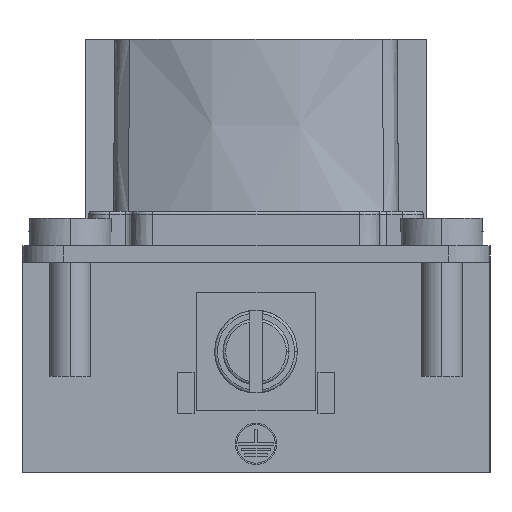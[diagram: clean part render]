
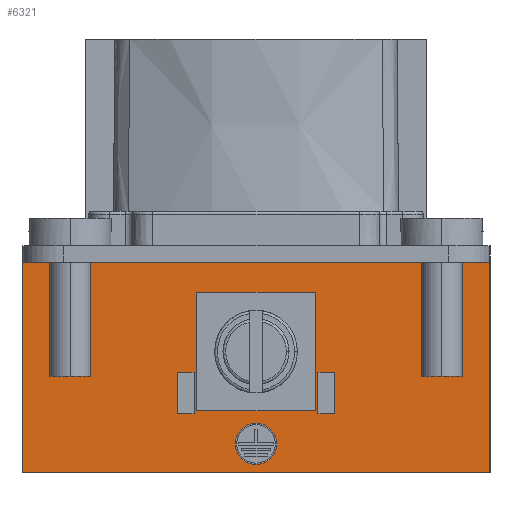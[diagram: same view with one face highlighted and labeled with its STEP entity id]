
A CAD part, left-side view. The second image highlights one B-rep face of the part: STEP entity #6321.
In plain terms, the highlighted planar face has unit normal (-1, 0, 0).
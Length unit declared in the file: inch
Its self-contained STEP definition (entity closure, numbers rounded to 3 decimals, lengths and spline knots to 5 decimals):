
#55 = VECTOR ( 'NONE', #2689, 39.37008 ) ;
#91 = FACE_BOUND ( 'NONE', #367, .T. ) ;
#97 = VECTOR ( 'NONE', #5704, 39.37008 ) ;
#245 = VECTOR ( 'NONE', #3380, 39.37008 ) ;
#358 = VERTEX_POINT ( 'NONE', #2587 ) ;
#367 = EDGE_LOOP ( 'NONE', ( #6141, #3731, #4412, #5056 ) ) ;
#396 = VECTOR ( 'NONE', #7862, 39.37008 ) ;
#575 = CARTESIAN_POINT ( 'NONE',  ( -1.77165, -0.22441, -0.95276 ) ) ;
#598 = CARTESIAN_POINT ( 'NONE',  ( -1.77165, -0.66929, -1.06299 ) ) ;
#797 = CARTESIAN_POINT ( 'NONE',  ( -1.77165, -0.66929, -0.6378 ) ) ;
#861 = ORIENTED_EDGE ( 'NONE', *, *, #2964, .F. ) ;
#868 = EDGE_CURVE ( 'NONE', #358, #6807, #5154, .T. ) ;
#882 = EDGE_CURVE ( 'NONE', #10870, #1214, #7030, .T. ) ;
#919 = ORIENTED_EDGE ( 'NONE', *, *, #5713, .T. ) ;
#963 = EDGE_CURVE ( 'NONE', #3566, #10703, #8558, .T. ) ;
#1029 = CARTESIAN_POINT ( 'NONE',  ( -1.77165, 0.16929, -0.6378 ) ) ;
#1052 = ORIENTED_EDGE ( 'NONE', *, *, #10490, .T. ) ;
#1148 = DIRECTION ( 'NONE',  ( 0., -1., 0. ) ) ;
#1202 = EDGE_CURVE ( 'NONE', #6442, #8920, #5018, .T. ) ;
#1214 = VERTEX_POINT ( 'NONE', #6131 ) ;
#1279 = VECTOR ( 'NONE', #2346, 39.37008 ) ;
#1293 = VECTOR ( 'NONE', #9387, 39.37008 ) ;
#1367 = EDGE_CURVE ( 'NONE', #10703, #358, #3142, .T. ) ;
#1630 = FACE_OUTER_BOUND ( 'NONE', #2155, .T. ) ;
#1742 = DIRECTION ( 'NONE',  ( -1., 0., 0. ) ) ;
#1761 = VERTEX_POINT ( 'NONE', #2869 ) ;
#1771 = CARTESIAN_POINT ( 'NONE',  ( -1.77165, -0.66929, -0.6378 ) ) ;
#1938 = VERTEX_POINT ( 'NONE', #10156 ) ;
#1957 = CARTESIAN_POINT ( 'NONE',  ( -1.77165, -0.66929, -0.59055 ) ) ;
#1983 = LINE ( 'NONE', #4512, #396 ) ;
#2049 = EDGE_CURVE ( 'NONE', #8592, #1938, #4624, .T. ) ;
#2075 = ORIENTED_EDGE ( 'NONE', *, *, #7248, .T. ) ;
#2155 = EDGE_LOOP ( 'NONE', ( #2813, #861, #5591, #6184 ) ) ;
#2280 = AXIS2_PLACEMENT_3D ( 'NONE', #797, #1742, #4161 ) ;
#2332 = EDGE_CURVE ( 'NONE', #7857, #1761, #10849, .T. ) ;
#2346 = DIRECTION ( 'NONE',  ( 0., -1., 0. ) ) ;
#2587 = CARTESIAN_POINT ( 'NONE',  ( -1.77165, -0.16929, -0.72441 ) ) ;
#2633 = EDGE_LOOP ( 'NONE', ( #919, #4932, #7728, #3909 ) ) ;
#2665 = VECTOR ( 'NONE', #4376, 39.37008 ) ;
#2689 = DIRECTION ( 'NONE',  ( 0., 0., -1. ) ) ;
#2712 = VERTEX_POINT ( 'NONE', #7556 ) ;
#2813 = ORIENTED_EDGE ( 'NONE', *, *, #8774, .T. ) ;
#2869 = CARTESIAN_POINT ( 'NONE',  ( -1.77165, -0.66929, -1.24016 ) ) ;
#2964 = EDGE_CURVE ( 'NONE', #7857, #3749, #3957, .T. ) ;
#3142 = LINE ( 'NONE', #5717, #5924 ) ;
#3172 = LINE ( 'NONE', #7456, #5382 ) ;
#3280 = FACE_BOUND ( 'NONE', #7443, .T. ) ;
#3340 = CARTESIAN_POINT ( 'NONE',  ( -1.77165, -0.17717, -0.95276 ) ) ;
#3356 = LINE ( 'NONE', #6933, #9756 ) ;
#3380 = DIRECTION ( 'NONE',  ( 0., -1., 0. ) ) ;
#3566 = VERTEX_POINT ( 'NONE', #5308 ) ;
#3596 = CARTESIAN_POINT ( 'NONE',  ( -1.77165, -0.66929, -0.6378 ) ) ;
#3731 = ORIENTED_EDGE ( 'NONE', *, *, #8998, .T. ) ;
#3749 = VERTEX_POINT ( 'NONE', #6838 ) ;
#3860 = CARTESIAN_POINT ( 'NONE',  ( -1.77165, 0.66929, -1.24016 ) ) ;
#3909 = ORIENTED_EDGE ( 'NONE', *, *, #868, .T. ) ;
#3957 = LINE ( 'NONE', #9058, #97 ) ;
#4014 = DIRECTION ( 'NONE',  ( 0., 1., 0. ) ) ;
#4161 = DIRECTION ( 'NONE',  ( 0., 0., 1. ) ) ;
#4202 = CARTESIAN_POINT ( 'NONE',  ( -1.77165, 0.17717, -0.95276 ) ) ;
#4254 = CIRCLE ( 'NONE', #5471, 0.05906 ) ;
#4376 = DIRECTION ( 'NONE',  ( 0., 0., 1. ) ) ;
#4392 = DIRECTION ( 'NONE',  ( 0., 0., 1. ) ) ;
#4412 = ORIENTED_EDGE ( 'NONE', *, *, #6570, .T. ) ;
#4500 = CARTESIAN_POINT ( 'NONE',  ( -1.77165, -0.22441, -0.6378 ) ) ;
#4512 = CARTESIAN_POINT ( 'NONE',  ( -1.77165, 0.17717, -0.6378 ) ) ;
#4624 = CIRCLE ( 'NONE', #7953, 0.05906 ) ;
#4759 = CARTESIAN_POINT ( 'NONE',  ( -1.77165, -0.17717, -0.95276 ) ) ;
#4880 = CARTESIAN_POINT ( 'NONE',  ( -1.77165, -0.17717, -1.07087 ) ) ;
#4892 = DIRECTION ( 'NONE',  ( 0., 0., 1. ) ) ;
#4932 = ORIENTED_EDGE ( 'NONE', *, *, #963, .T. ) ;
#5018 = LINE ( 'NONE', #4202, #245 ) ;
#5056 = ORIENTED_EDGE ( 'NONE', *, *, #882, .T. ) ;
#5082 = CARTESIAN_POINT ( 'NONE',  ( -1.77165, -0.66929, -1.24016 ) ) ;
#5154 = LINE ( 'NONE', #5364, #1293 ) ;
#5246 = LINE ( 'NONE', #1957, #2665 ) ;
#5308 = CARTESIAN_POINT ( 'NONE',  ( -1.77165, 0.16929, -1.06299 ) ) ;
#5364 = CARTESIAN_POINT ( 'NONE',  ( -1.77165, -0.16929, -0.6378 ) ) ;
#5367 = CARTESIAN_POINT ( 'NONE',  ( -1.77165, 0., -1.15748 ) ) ;
#5382 = VECTOR ( 'NONE', #9872, 39.37008 ) ;
#5433 = DIRECTION ( 'NONE',  ( 1., 0., 0. ) ) ;
#5471 = AXIS2_PLACEMENT_3D ( 'NONE', #10494, #5433, #8787 ) ;
#5492 = VECTOR ( 'NONE', #4392, 39.37008 ) ;
#5517 = VERTEX_POINT ( 'NONE', #1771 ) ;
#5591 = ORIENTED_EDGE ( 'NONE', *, *, #2332, .T. ) ;
#5704 = DIRECTION ( 'NONE',  ( 0., 0., 1. ) ) ;
#5713 = EDGE_CURVE ( 'NONE', #6807, #3566, #8083, .T. ) ;
#5717 = CARTESIAN_POINT ( 'NONE',  ( -1.77165, -0.66929, -0.72441 ) ) ;
#5823 = CARTESIAN_POINT ( 'NONE',  ( -1.77165, -0.16929, -1.06299 ) ) ;
#5860 = FACE_BOUND ( 'NONE', #9569, .T. ) ;
#5924 = VECTOR ( 'NONE', #8918, 39.37008 ) ;
#5994 = DIRECTION ( 'NONE',  ( 0., -1., 0. ) ) ;
#6131 = CARTESIAN_POINT ( 'NONE',  ( -1.77165, -0.22441, -1.07087 ) ) ;
#6141 = ORIENTED_EDGE ( 'NONE', *, *, #6991, .F. ) ;
#6184 = ORIENTED_EDGE ( 'NONE', *, *, #8352, .T. ) ;
#6187 = VECTOR ( 'NONE', #6948, 39.37008 ) ;
#6321 = ADVANCED_FACE ( 'NONE', ( #5860, #3280, #1630, #8332, #91 ), #6692, .T. ) ;
#6359 = VECTOR ( 'NONE', #4892, 39.37008 ) ;
#6442 = VERTEX_POINT ( 'NONE', #10421 ) ;
#6460 = CARTESIAN_POINT ( 'NONE',  ( -1.77165, 0., -1.09843 ) ) ;
#6570 = EDGE_CURVE ( 'NONE', #7371, #10870, #8930, .T. ) ;
#6692 = PLANE ( 'NONE',  #2280 ) ;
#6807 = VERTEX_POINT ( 'NONE', #5823 ) ;
#6838 = CARTESIAN_POINT ( 'NONE',  ( -1.77165, 0.66929, -0.6378 ) ) ;
#6933 = CARTESIAN_POINT ( 'NONE',  ( -1.77165, -0.17717, -1.07087 ) ) ;
#6935 = CARTESIAN_POINT ( 'NONE',  ( -1.77165, 0.17717, -1.07087 ) ) ;
#6948 = DIRECTION ( 'NONE',  ( 0., 1., 0. ) ) ;
#6991 = EDGE_CURVE ( 'NONE', #10651, #1214, #3356, .T. ) ;
#7030 = LINE ( 'NONE', #4500, #55 ) ;
#7248 = EDGE_CURVE ( 'NONE', #9395, #6442, #3172, .T. ) ;
#7371 = VERTEX_POINT ( 'NONE', #3340 ) ;
#7443 = EDGE_LOOP ( 'NONE', ( #10155, #9474, #7572, #2075 ) ) ;
#7456 = CARTESIAN_POINT ( 'NONE',  ( -1.77165, 0.22441, -0.6378 ) ) ;
#7556 = CARTESIAN_POINT ( 'NONE',  ( -1.77165, 0.17717, -1.07087 ) ) ;
#7572 = ORIENTED_EDGE ( 'NONE', *, *, #9134, .F. ) ;
#7713 = VECTOR ( 'NONE', #8109, 39.37008 ) ;
#7728 = ORIENTED_EDGE ( 'NONE', *, *, #1367, .T. ) ;
#7857 = VERTEX_POINT ( 'NONE', #3860 ) ;
#7862 = DIRECTION ( 'NONE',  ( 0., 0., -1. ) ) ;
#7953 = AXIS2_PLACEMENT_3D ( 'NONE', #5367, #10429, #10266 ) ;
#8083 = LINE ( 'NONE', #598, #9121 ) ;
#8109 = DIRECTION ( 'NONE',  ( 0., -1., 0. ) ) ;
#8139 = CARTESIAN_POINT ( 'NONE',  ( -1.77165, 0.17717, -0.95276 ) ) ;
#8332 = FACE_BOUND ( 'NONE', #2633, .T. ) ;
#8352 = EDGE_CURVE ( 'NONE', #1761, #5517, #5246, .T. ) ;
#8410 = CARTESIAN_POINT ( 'NONE',  ( -1.77165, -0.17717, -0.6378 ) ) ;
#8466 = LINE ( 'NONE', #6935, #9158 ) ;
#8558 = LINE ( 'NONE', #1029, #5492 ) ;
#8592 = VERTEX_POINT ( 'NONE', #6460 ) ;
#8774 = EDGE_CURVE ( 'NONE', #5517, #3749, #10179, .T. ) ;
#8787 = DIRECTION ( 'NONE',  ( 0., 0., 1. ) ) ;
#8918 = DIRECTION ( 'NONE',  ( 0., -1., 0. ) ) ;
#8920 = VERTEX_POINT ( 'NONE', #8139 ) ;
#8930 = LINE ( 'NONE', #4759, #7713 ) ;
#8998 = EDGE_CURVE ( 'NONE', #10651, #7371, #9017, .T. ) ;
#9017 = LINE ( 'NONE', #8410, #6359 ) ;
#9058 = CARTESIAN_POINT ( 'NONE',  ( -1.77165, 0.66929, -0.59055 ) ) ;
#9121 = VECTOR ( 'NONE', #4014, 39.37008 ) ;
#9134 = EDGE_CURVE ( 'NONE', #9395, #2712, #8466, .T. ) ;
#9158 = VECTOR ( 'NONE', #1148, 39.37008 ) ;
#9198 = EDGE_CURVE ( 'NONE', #8920, #2712, #1983, .T. ) ;
#9387 = DIRECTION ( 'NONE',  ( 0., 0., -1. ) ) ;
#9395 = VERTEX_POINT ( 'NONE', #10855 ) ;
#9474 = ORIENTED_EDGE ( 'NONE', *, *, #9198, .T. ) ;
#9495 = CARTESIAN_POINT ( 'NONE',  ( -1.77165, 0.16929, -0.72441 ) ) ;
#9569 = EDGE_LOOP ( 'NONE', ( #10077, #1052 ) ) ;
#9756 = VECTOR ( 'NONE', #5994, 39.37008 ) ;
#9872 = DIRECTION ( 'NONE',  ( 0., 0., 1. ) ) ;
#10077 = ORIENTED_EDGE ( 'NONE', *, *, #2049, .T. ) ;
#10155 = ORIENTED_EDGE ( 'NONE', *, *, #1202, .T. ) ;
#10156 = CARTESIAN_POINT ( 'NONE',  ( -1.77165, 0., -1.21654 ) ) ;
#10179 = LINE ( 'NONE', #3596, #6187 ) ;
#10266 = DIRECTION ( 'NONE',  ( 0., 0., 1. ) ) ;
#10421 = CARTESIAN_POINT ( 'NONE',  ( -1.77165, 0.22441, -0.95276 ) ) ;
#10429 = DIRECTION ( 'NONE',  ( 1., 0., 0. ) ) ;
#10490 = EDGE_CURVE ( 'NONE', #1938, #8592, #4254, .T. ) ;
#10494 = CARTESIAN_POINT ( 'NONE',  ( -1.77165, 0., -1.15748 ) ) ;
#10651 = VERTEX_POINT ( 'NONE', #4880 ) ;
#10703 = VERTEX_POINT ( 'NONE', #9495 ) ;
#10849 = LINE ( 'NONE', #5082, #1279 ) ;
#10855 = CARTESIAN_POINT ( 'NONE',  ( -1.77165, 0.22441, -1.07087 ) ) ;
#10870 = VERTEX_POINT ( 'NONE', #575 ) ;
